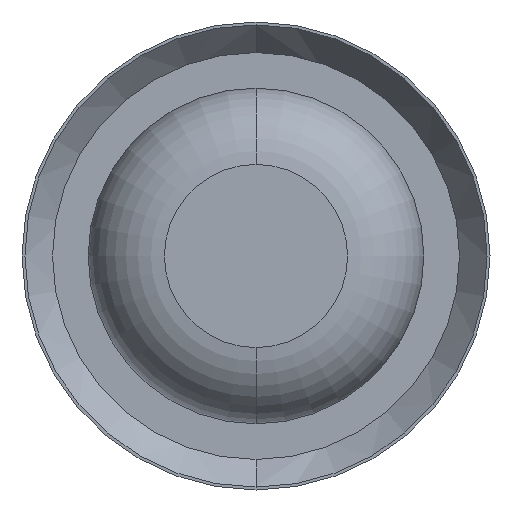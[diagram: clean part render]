
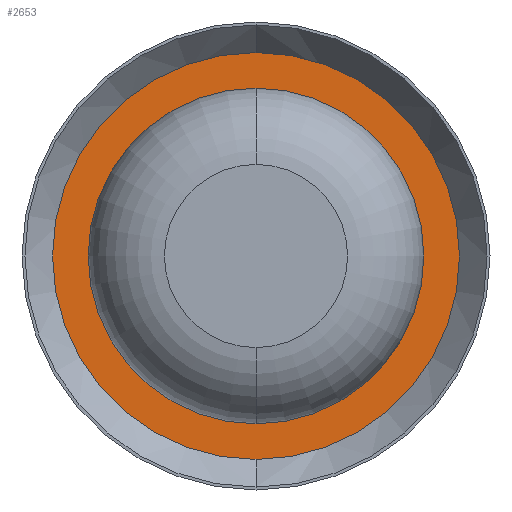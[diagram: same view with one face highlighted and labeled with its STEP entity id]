
A CAD part, front view. The second image highlights one B-rep face of the part: STEP entity #2653.
In plain terms, the highlighted planar face has unit normal (0, -1, 0).
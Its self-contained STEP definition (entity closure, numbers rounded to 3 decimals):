
#896 = DIRECTION ( 'NONE',  ( -1., 0., 0. ) ) ;
#924 = CARTESIAN_POINT ( 'NONE',  ( 0., -9., 0. ) ) ;
#1130 = CIRCLE ( 'NONE', #6065, 0.825 ) ;
#1585 = EDGE_CURVE ( 'Defeature ausgef�hrt1_6+Defeature ausgef�hrt1_5+Defeature ausgef�hrt1_5+Defeature ausgef�hrt1_5', #3041, #3314, #4701, .T. ) ;
#1710 = EDGE_CURVE ( 'Defeature ausgef�hrt1_5+Defeature ausgef�hrt1_1+Defeature ausgef�hrt1_1+Defeature ausgef�hrt1_1', #5536, #5778, #1130, .T. ) ;
#1739 = AXIS2_PLACEMENT_3D ( 'NONE', #1824, #4505, #3920 ) ;
#1824 = CARTESIAN_POINT ( 'NONE',  ( 0., -9., 0. ) ) ;
#1925 = DIRECTION ( 'NONE',  ( 0., 1., 0. ) ) ;
#2134 = CARTESIAN_POINT ( 'NONE',  ( -1., -9., 0. ) ) ;
#2288 = CIRCLE ( 'NONE', #1739, 1. ) ;
#2295 = CIRCLE ( 'NONE', #2784, 0.825 ) ;
#2608 = ORIENTED_EDGE ( 'NONE', *, *, #1710, .T. ) ;
#2653 = ADVANCED_FACE ( 'Defeature ausgef�hrt1_5', ( #4048, #5739 ), #4236, .F. ) ;
#2762 = DIRECTION ( 'NONE',  ( -1., 0., 0. ) ) ;
#2784 = AXIS2_PLACEMENT_3D ( 'NONE', #924, #3487, #3437 ) ;
#3041 = VERTEX_POINT ( 'NONE', #3346 ) ;
#3120 = AXIS2_PLACEMENT_3D ( 'NONE', #4708, #6204, #2762 ) ;
#3213 = ORIENTED_EDGE ( 'NONE', *, *, #1585, .F. ) ;
#3314 = VERTEX_POINT ( 'NONE', #2134 ) ;
#3339 = CARTESIAN_POINT ( 'NONE',  ( 0., -9., 0.825 ) ) ;
#3346 = CARTESIAN_POINT ( 'NONE',  ( 1., -9., 0. ) ) ;
#3437 = DIRECTION ( 'NONE',  ( -1., 0., 0. ) ) ;
#3459 = CARTESIAN_POINT ( 'NONE',  ( 0., -9., 0. ) ) ;
#3487 = DIRECTION ( 'NONE',  ( 0., 1., 0. ) ) ;
#3559 = EDGE_LOOP ( 'NONE', ( #4410, #3213 ) ) ;
#3920 = DIRECTION ( 'NONE',  ( -1., 0., 0. ) ) ;
#3975 = CARTESIAN_POINT ( 'NONE',  ( 0., -9., -0.825 ) ) ;
#4048 = FACE_OUTER_BOUND ( 'NONE', #3559, .T. ) ;
#4236 = PLANE ( 'NONE',  #3120 ) ;
#4410 = ORIENTED_EDGE ( 'NONE', *, *, #6190, .F. ) ;
#4430 = ORIENTED_EDGE ( 'NONE', *, *, #5499, .T. ) ;
#4441 = EDGE_LOOP ( 'NONE', ( #2608, #4430 ) ) ;
#4467 = DIRECTION ( 'NONE',  ( -1., 0., 0. ) ) ;
#4505 = DIRECTION ( 'NONE',  ( 0., 1., 0. ) ) ;
#4557 = AXIS2_PLACEMENT_3D ( 'NONE', #4845, #6300, #896 ) ;
#4701 = CIRCLE ( 'NONE', #4557, 1. ) ;
#4708 = CARTESIAN_POINT ( 'NONE',  ( 0.825, -9., 0. ) ) ;
#4845 = CARTESIAN_POINT ( 'NONE',  ( 0., -9., 0. ) ) ;
#5499 = EDGE_CURVE ( 'Defeature ausgef�hrt1_5+Defeature ausgef�hrt1_1+Defeature ausgef�hrt1_1+Defeature ausgef�hrt1_1', #5778, #5536, #2295, .T. ) ;
#5536 = VERTEX_POINT ( 'NONE', #3339 ) ;
#5739 = FACE_BOUND ( 'NONE', #4441, .T. ) ;
#5778 = VERTEX_POINT ( 'NONE', #3975 ) ;
#6065 = AXIS2_PLACEMENT_3D ( 'NONE', #3459, #1925, #4467 ) ;
#6190 = EDGE_CURVE ( 'Defeature ausgef�hrt1_6+Defeature ausgef�hrt1_5+Defeature ausgef�hrt1_5+Defeature ausgef�hrt1_5', #3314, #3041, #2288, .T. ) ;
#6204 = DIRECTION ( 'NONE',  ( 0., 1., 0. ) ) ;
#6300 = DIRECTION ( 'NONE',  ( 0., 1., 0. ) ) ;
